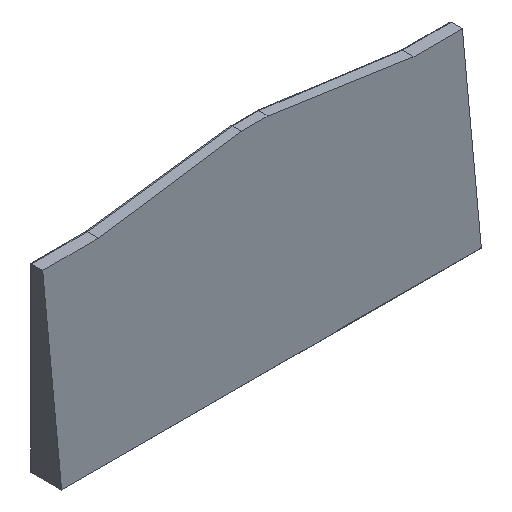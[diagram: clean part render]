
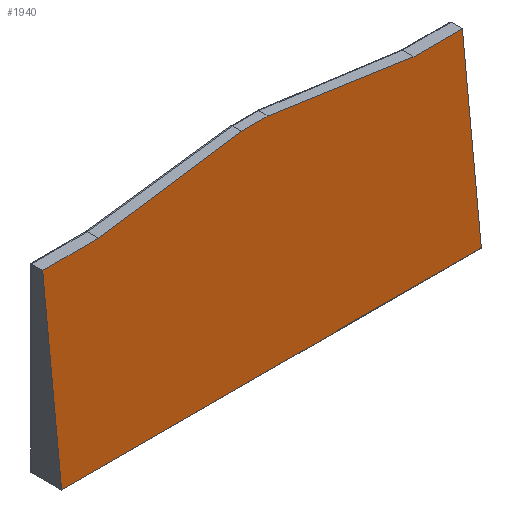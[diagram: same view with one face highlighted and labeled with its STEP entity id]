
A CAD part, isometric view. The second image highlights one B-rep face of the part: STEP entity #1940.
In plain terms, the highlighted planar face has unit normal (0, -0.995, 0.104).
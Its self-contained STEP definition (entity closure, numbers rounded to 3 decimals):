
#126=FACE_OUTER_BOUND('',#240,.T.);
#240=EDGE_LOOP('',(#1407,#1408,#1409,#1410,#1411,#1412,#1413,#1414));
#422=LINE('',#2927,#655);
#427=LINE('',#2936,#660);
#433=LINE('',#2948,#666);
#434=LINE('',#2950,#667);
#435=LINE('',#2952,#668);
#436=LINE('',#2954,#669);
#437=LINE('',#2956,#670);
#438=LINE('',#2957,#671);
#655=VECTOR('',#2330,10.);
#660=VECTOR('',#2339,10.);
#666=VECTOR('',#2351,10.);
#667=VECTOR('',#2352,10.);
#668=VECTOR('',#2353,10.);
#669=VECTOR('',#2354,10.);
#670=VECTOR('',#2355,10.);
#671=VECTOR('',#2356,10.);
#865=VERTEX_POINT('',#2914);
#869=VERTEX_POINT('',#2924);
#872=VERTEX_POINT('',#2934);
#875=VERTEX_POINT('',#2947);
#876=VERTEX_POINT('',#2949);
#877=VERTEX_POINT('',#2951);
#878=VERTEX_POINT('',#2953);
#879=VERTEX_POINT('',#2955);
#1067=EDGE_CURVE('',#869,#865,#422,.T.);
#1072=EDGE_CURVE('',#869,#872,#427,.T.);
#1078=EDGE_CURVE('',#872,#875,#433,.T.);
#1079=EDGE_CURVE('',#875,#876,#434,.T.);
#1080=EDGE_CURVE('',#877,#876,#435,.T.);
#1081=EDGE_CURVE('',#878,#877,#436,.T.);
#1082=EDGE_CURVE('',#878,#879,#437,.T.);
#1083=EDGE_CURVE('',#865,#879,#438,.T.);
#1407=ORIENTED_EDGE('',*,*,#1067,.F.);
#1408=ORIENTED_EDGE('',*,*,#1072,.T.);
#1409=ORIENTED_EDGE('',*,*,#1078,.T.);
#1410=ORIENTED_EDGE('',*,*,#1079,.T.);
#1411=ORIENTED_EDGE('',*,*,#1080,.F.);
#1412=ORIENTED_EDGE('',*,*,#1081,.F.);
#1413=ORIENTED_EDGE('',*,*,#1082,.T.);
#1414=ORIENTED_EDGE('',*,*,#1083,.F.);
#1852=PLANE('',#2069);
#1940=ADVANCED_FACE('',(#126),#1852,.F.);
#2069=AXIS2_PLACEMENT_3D('',#2946,#2349,#2350);
#2330=DIRECTION('',(-1.,0.,0.));
#2339=DIRECTION('',(0.,0.105,0.995));
#2349=DIRECTION('center_axis',(0.,0.995,-0.105));
#2350=DIRECTION('ref_axis',(0.,0.105,0.995));
#2351=DIRECTION('',(-1.,0.,-0.001));
#2352=DIRECTION('',(-0.991,0.014,0.135));
#2353=DIRECTION('',(1.,0.,0.));
#2354=DIRECTION('',(0.991,0.014,0.13));
#2355=DIRECTION('',(-1.,0.,-0.003));
#2356=DIRECTION('',(0.,0.105,0.995));
#2914=CARTESIAN_POINT('',(-115.822,-7.458,-49.695));
#2924=CARTESIAN_POINT('',(113.22,-7.463,-49.741));
#2927=CARTESIAN_POINT('',(-57.922,-7.46,-49.706));
#2934=CARTESIAN_POINT('',(113.21,2.881,48.676));
#2936=CARTESIAN_POINT('',(113.214,-1.683,5.256));
#2946=CARTESIAN_POINT('Origin',(0.,4.027,59.578));
#2947=CARTESIAN_POINT('',(86.84,2.878,48.646));
#2948=CARTESIAN_POINT('',(56.611,2.874,48.612));
#2949=CARTESIAN_POINT('',(8.299,4.001,59.336));
#2950=CARTESIAN_POINT('',(43.5,3.498,54.545));
#2951=CARTESIAN_POINT('',(-6.221,4.001,59.336));
#2952=CARTESIAN_POINT('',(4.15,4.001,59.336));
#2953=CARTESIAN_POINT('',(-85.382,2.907,48.926));
#2954=CARTESIAN_POINT('',(-3.175,4.043,59.737));
#2955=CARTESIAN_POINT('',(-115.802,2.898,48.836));
#2956=CARTESIAN_POINT('',(-42.676,2.92,49.052));
#2957=CARTESIAN_POINT('',(-115.801,3.448,54.068));
